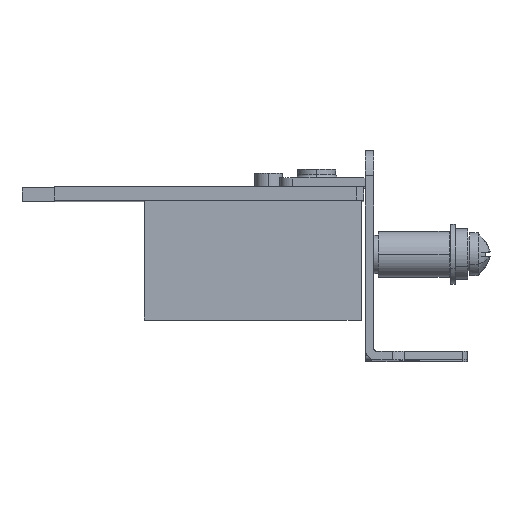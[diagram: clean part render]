
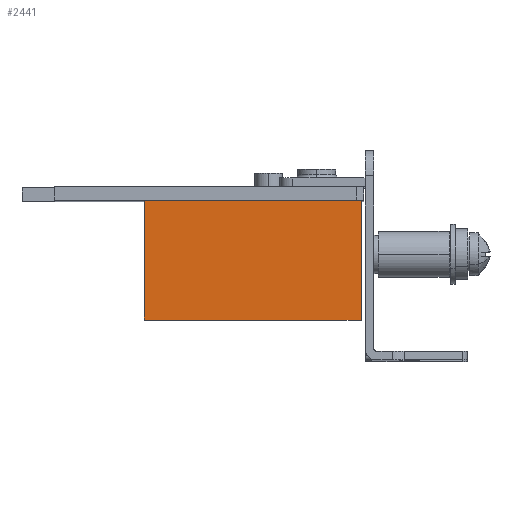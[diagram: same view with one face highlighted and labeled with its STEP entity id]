
A CAD part, top view. The second image highlights one B-rep face of the part: STEP entity #2441.
In plain terms, the highlighted planar face has unit normal (0, 0, 1).
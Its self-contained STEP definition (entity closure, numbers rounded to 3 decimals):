
#422=PLANE('',#15363);
#2441=ADVANCED_FACE('',(#2950),#422,.T.);
#2950=FACE_OUTER_BOUND('',#3505,.T.);
#3505=EDGE_LOOP('',(#6224,#6225,#6226,#6227));
#6224=ORIENTED_EDGE('',*,*,#9106,.T.);
#6225=ORIENTED_EDGE('',*,*,#9109,.T.);
#6226=ORIENTED_EDGE('',*,*,#9108,.T.);
#6227=ORIENTED_EDGE('',*,*,#9107,.T.);
#9106=EDGE_CURVE('',#14870,#14871,#11552,.T.);
#9107=EDGE_CURVE('',#14872,#14870,#11553,.T.);
#9108=EDGE_CURVE('',#14873,#14872,#11554,.T.);
#9109=EDGE_CURVE('',#14871,#14873,#11555,.T.);
#11552=B_SPLINE_CURVE_WITH_KNOTS('',1,(#30772,#30773),.UNSPECIFIED.,.F.,
 .F.,(2,2),(0.,25.4),.UNSPECIFIED.);
#11553=B_SPLINE_CURVE_WITH_KNOTS('',1,(#30774,#30775),.UNSPECIFIED.,.F.,
 .F.,(2,2),(-14.,0.),.UNSPECIFIED.);
#11554=B_SPLINE_CURVE_WITH_KNOTS('',1,(#30776,#30777),.UNSPECIFIED.,.F.,
 .F.,(2,2),(-25.4,0.),.UNSPECIFIED.);
#11555=B_SPLINE_CURVE_WITH_KNOTS('',1,(#30778,#30779),.UNSPECIFIED.,.F.,
 .F.,(2,2),(-14.,0.),.UNSPECIFIED.);
#14870=VERTEX_POINT('',#30768);
#14871=VERTEX_POINT('',#30769);
#14872=VERTEX_POINT('',#30770);
#14873=VERTEX_POINT('',#30771);
#15363=AXIS2_PLACEMENT_3D('',#30767,#15523,$);
#15523=DIRECTION('',(0.,0.,1.));
#30767=CARTESIAN_POINT('',(-40.504,1.477,41.56));
#30768=CARTESIAN_POINT('',(-12.51,16.931,41.56));
#30769=CARTESIAN_POINT('',(-37.91,16.931,41.56));
#30770=CARTESIAN_POINT('',(-12.51,2.931,41.56));
#30771=CARTESIAN_POINT('',(-37.91,2.931,41.56));
#30772=CARTESIAN_POINT('',(-12.51,16.931,41.56));
#30773=CARTESIAN_POINT('',(-37.91,16.931,41.56));
#30774=CARTESIAN_POINT('',(-12.51,2.931,41.56));
#30775=CARTESIAN_POINT('',(-12.51,16.931,41.56));
#30776=CARTESIAN_POINT('',(-37.91,2.931,41.56));
#30777=CARTESIAN_POINT('',(-12.51,2.931,41.56));
#30778=CARTESIAN_POINT('',(-37.91,16.931,41.56));
#30779=CARTESIAN_POINT('',(-37.91,2.931,41.56));
